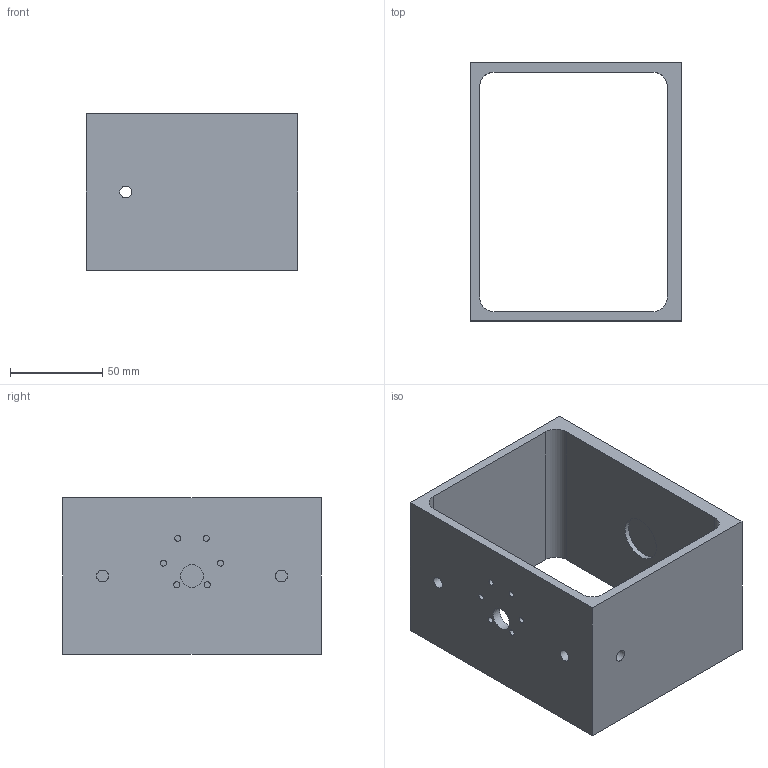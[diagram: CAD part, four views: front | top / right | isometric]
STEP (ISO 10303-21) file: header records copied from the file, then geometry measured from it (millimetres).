
FILE_DESCRIPTION(/* description */ (''),/* implementation_level */ '2;1');
FILE_NAME(/* name */ 'caja conexion.stp',/* time_stamp */ '2021-02-18T20:19:48-06:00',/* author */ ('Yu Jinyu'),/* organization */ (''),/* preprocessor_version */ 'ST-DEVELOPER v18.1',/* originating_system */ 'Autodesk Inventor 2020',/* authorisation */ '');
FILE_SCHEMA (('AUTOMOTIVE_DESIGN { 1 0 10303 214 3 1 1 }'));
Length unit declared in the file: millimetre
Products named in the file (1): caja conexion
Bounding box: 114.75 x 140 x 85 mm (x, y, z)
Volume: 240610.2 mm3; surface area: 87812.7 mm2
Topology: 1 solids, 1 shells, 27 faces, 92 edges, 68 vertices
Faces by surface type: cylinder 16, plane 11
Full cylindrical faces by diameter (mm): 3.3 x6, 6.5 x4, 12.5 x1, 24 x1
Entity records: 1147 total; most frequent: DIRECTION 200, CARTESIAN_POINT 188, ORIENTED_EDGE 184, EDGE_CURVE 92, AXIS2_PLACEMENT_3D 80, VERTEX_POINT 68, EDGE_LOOP 52, CIRCLE 52
